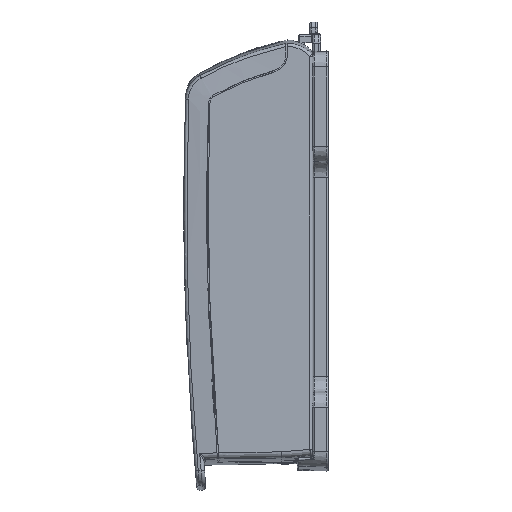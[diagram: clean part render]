
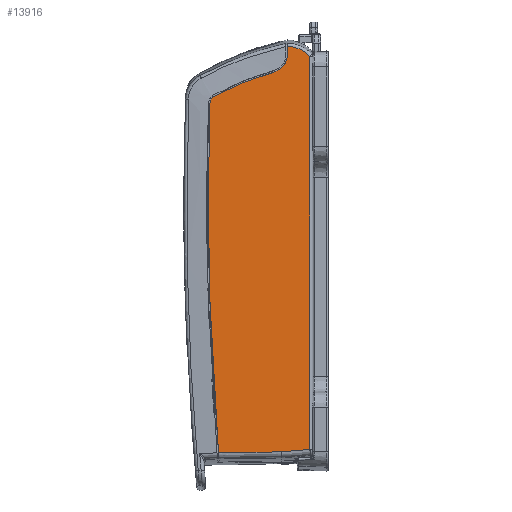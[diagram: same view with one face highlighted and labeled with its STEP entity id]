
A CAD part, left-side view. The second image highlights one B-rep face of the part: STEP entity #13916.
In plain terms, the highlighted planar face has unit normal (-1, -0.018, 0).
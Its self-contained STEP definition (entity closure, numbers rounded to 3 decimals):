
#187 = EDGE_CURVE ( 'NONE', #188, #42323, #45220, .T. ) ;
#188 = VERTEX_POINT ( 'NONE', #45219 ) ;
#189 = VERTEX_POINT ( 'NONE', #45221 ) ;
#190 = ORIENTED_EDGE ( 'NONE', *, *, #192, .T. ) ;
#191 = ORIENTED_EDGE ( 'NONE', *, *, #187, .T. ) ;
#192 = EDGE_CURVE ( 'NONE', #189, #188, #45190, .T. ) ;
#194 = VERTEX_POINT ( 'NONE', #45213 ) ;
#3108 = CARTESIAN_POINT ( 'NONE',  ( -38.08, 10.3, -64.557 ) ) ;
#3244 = CARTESIAN_POINT ( 'NONE',  ( -37.917, 0.983, -63.766 ) ) ;
#3245 = CARTESIAN_POINT ( 'NONE',  ( -37.971, 4.068, -64.246 ) ) ;
#3246 = CARTESIAN_POINT ( 'NONE',  ( -38.025, 7.174, -64.51 ) ) ;
#3247 = CARTESIAN_POINT ( 'NONE',  ( -38.08, 10.3, -64.557 ) ) ;
#3249 = B_SPLINE_CURVE_WITH_KNOTS ( 'NONE', 3,
 ( #3247, #3246, #3245, #3244 ),
 .UNSPECIFIED., .F., .F.,
 ( 4, 4 ),
 ( 0., 0.009 ),
 .UNSPECIFIED. ) ;
#3628 = CARTESIAN_POINT ( 'NONE',  ( -38.08, 10.3, -64.557 ) ) ;
#3629 = CARTESIAN_POINT ( 'NONE',  ( -38.199, 17.136, -64.661 ) ) ;
#3630 = CARTESIAN_POINT ( 'NONE',  ( -38.318, 23.973, -64.764 ) ) ;
#3631 = CARTESIAN_POINT ( 'NONE',  ( -38.438, 30.809, -64.867 ) ) ;
#3633 = B_SPLINE_CURVE_WITH_KNOTS ( 'NONE', 3,
 ( #3631, #3630, #3629, #3628 ),
 .UNSPECIFIED., .F., .F.,
 ( 4, 4 ),
 ( 0., 0.021 ),
 .UNSPECIFIED. ) ;
#12628 = EDGE_CURVE ( 'NONE', #194, #189, #46123, .T. ) ;
#12652 = ORIENTED_EDGE ( 'NONE', *, *, #12628, .T. ) ;
#12663 = EDGE_LOOP ( 'NONE', ( #12652, #190, #191, #19894, #20302, #20257, #19620, #19849, #19236, #18996 ) ) ;
#13916 = ADVANCED_FACE ( 'NONE', ( #47938 ), #47937, .T. ) ;
#18795 = VERTEX_POINT ( 'NONE', #3108 ) ;
#18934 = EDGE_CURVE ( 'NONE', #18795, #194, #3249, .T. ) ;
#18996 = ORIENTED_EDGE ( 'NONE', *, *, #18934, .T. ) ;
#19118 = EDGE_CURVE ( 'NONE', #42088, #18795, #3633, .T. ) ;
#19236 = ORIENTED_EDGE ( 'NONE', *, *, #19118, .T. ) ;
#19620 = ORIENTED_EDGE ( 'NONE', *, *, #42098, .T. ) ;
#19849 = ORIENTED_EDGE ( 'NONE', *, *, #42091, .F. ) ;
#19894 = ORIENTED_EDGE ( 'NONE', *, *, #42322, .T. ) ;
#20257 = ORIENTED_EDGE ( 'NONE', *, *, #41992, .T. ) ;
#20302 = ORIENTED_EDGE ( 'NONE', *, *, #42060, .T. ) ;
#41992 = EDGE_CURVE ( 'NONE', #42021, #42028, #64640, .T. ) ;
#42012 = VERTEX_POINT ( 'NONE', #64621 ) ;
#42021 = VERTEX_POINT ( 'NONE', #64658 ) ;
#42028 = VERTEX_POINT ( 'NONE', #64657 ) ;
#42060 = EDGE_CURVE ( 'NONE', #42062, #42021, #64680, .T. ) ;
#42062 = VERTEX_POINT ( 'NONE', #64679 ) ;
#42088 = VERTEX_POINT ( 'NONE', #64736 ) ;
#42091 = EDGE_CURVE ( 'NONE', #42088, #42012, #64734, .T. ) ;
#42098 = EDGE_CURVE ( 'NONE', #42028, #42012, #64752, .T. ) ;
#42322 = EDGE_CURVE ( 'NONE', #42323, #42062, #64937, .T. ) ;
#42323 = VERTEX_POINT ( 'NONE', #64990 ) ;
#45185 = CARTESIAN_POINT ( 'NONE',  ( -37.918, 1.037, 64.475 ) ) ;
#45186 = CARTESIAN_POINT ( 'NONE',  ( -37.917, 1.002, 64.438 ) ) ;
#45187 = CARTESIAN_POINT ( 'NONE',  ( -37.917, 0.983, 64.388 ) ) ;
#45188 = CARTESIAN_POINT ( 'NONE',  ( -37.917, 0.983, 64.337 ) ) ;
#45190 = B_SPLINE_CURVE_WITH_KNOTS ( 'NONE', 3,
 ( #45188, #45187, #45186, #45185 ),
 .UNSPECIFIED., .F., .F.,
 ( 4, 4 ),
 ( 0., 0. ),
 .UNSPECIFIED. ) ;
#45192 = CARTESIAN_POINT ( 'NONE',  ( -38.045, 8.3, 67.771 ) ) ;
#45193 = CARTESIAN_POINT ( 'NONE',  ( -38.033, 7.613, 67.747 ) ) ;
#45195 = CARTESIAN_POINT ( 'NONE',  ( -38.021, 6.928, 67.654 ) ) ;
#45197 = CARTESIAN_POINT ( 'NONE',  ( -37.998, 5.604, 67.342 ) ) ;
#45199 = CARTESIAN_POINT ( 'NONE',  ( -37.987, 4.962, 67.123 ) ) ;
#45200 = CARTESIAN_POINT ( 'NONE',  ( -37.97, 4.03, 66.699 ) ) ;
#45202 = CARTESIAN_POINT ( 'NONE',  ( -37.965, 3.723, 66.541 ) ) ;
#45204 = CARTESIAN_POINT ( 'NONE',  ( -37.955, 3.132, 66.199 ) ) ;
#45206 = CARTESIAN_POINT ( 'NONE',  ( -37.95, 2.847, 66.015 ) ) ;
#45207 = CARTESIAN_POINT ( 'NONE',  ( -37.935, 2.02, 65.423 ) ) ;
#45209 = CARTESIAN_POINT ( 'NONE',  ( -37.926, 1.508, 64.976 ) ) ;
#45211 = CARTESIAN_POINT ( 'NONE',  ( -37.918, 1.037, 64.475 ) ) ;
#45213 = CARTESIAN_POINT ( 'NONE',  ( -37.917, 0.983, -63.766 ) ) ;
#45219 = CARTESIAN_POINT ( 'NONE',  ( -37.918, 1.037, 64.475 ) ) ;
#45220 = B_SPLINE_CURVE_WITH_KNOTS ( 'NONE', 3,
 ( #45211, #45209, #45207, #45206, #45204, #45202, #45200, #45199, #45197, #45195, #45193, #45192 ),
 .UNSPECIFIED., .F., .F.,
 ( 4, 2, 2, 2, 2, 4 ),
 ( 0., 0.002, 0.003, 0.004, 0.006, 0.008 ),
 .UNSPECIFIED. ) ;
#45221 = CARTESIAN_POINT ( 'NONE',  ( -37.917, 0.983, 64.337 ) ) ;
#46120 = DIRECTION ( 'NONE',  ( 0., 0., 1. ) ) ;
#46121 = VECTOR ( 'NONE', #46120, 1000. ) ;
#46122 = CARTESIAN_POINT ( 'NONE',  ( -37.917, 0.983, 64.271 ) ) ;
#46123 = LINE ( 'NONE', #46122, #46121 ) ;
#47927 = DIRECTION ( 'NONE',  ( 0.017, -1., 0. ) ) ;
#47928 = DIRECTION ( 'NONE',  ( -1., -0.017, 0. ) ) ;
#47929 = CARTESIAN_POINT ( 'NONE',  ( -37.9, 0., 72. ) ) ;
#47931 = AXIS2_PLACEMENT_3D ( 'NONE', #47929, #47928, #47927 ) ;
#47937 = PLANE ( 'NONE',  #47931 ) ;
#47938 = FACE_OUTER_BOUND ( 'NONE', #12663, .T. ) ;
#64621 = CARTESIAN_POINT ( 'NONE',  ( -38.487, 33.612, 48.942 ) ) ;
#64636 = CARTESIAN_POINT ( 'NONE',  ( -38.459, 32.026, 51.492 ) ) ;
#64637 = CARTESIAN_POINT ( 'NONE',  ( -38.351, 25.851, 54.787 ) ) ;
#64638 = CARTESIAN_POINT ( 'NONE',  ( -38.238, 19.365, 57.417 ) ) ;
#64639 = CARTESIAN_POINT ( 'NONE',  ( -38.121, 12.639, 59.355 ) ) ;
#64640 =( BOUNDED_CURVE ( )  B_SPLINE_CURVE ( 3, ( #64639, #64638, #64637, #64636 ),
 .UNSPECIFIED., .F., .T. ) 
 B_SPLINE_CURVE_WITH_KNOTS ( ( 4, 4 ),
 ( 1.851, 2.061 ),
 .UNSPECIFIED. ) 
 CURVE ( )  GEOMETRIC_REPRESENTATION_ITEM ( )  RATIONAL_B_SPLINE_CURVE ( ( 1., 0.996, 0.996, 1. ) ) 
 REPRESENTATION_ITEM ( '' )  );
#64657 = CARTESIAN_POINT ( 'NONE',  ( -38.459, 32.026, 51.492 ) ) ;
#64658 = CARTESIAN_POINT ( 'NONE',  ( -38.121, 12.639, 59.355 ) ) ;
#64674 = CARTESIAN_POINT ( 'NONE',  ( -38.121, 12.639, 59.355 ) ) ;
#64675 = CARTESIAN_POINT ( 'NONE',  ( -38.074, 9.97, 60.124 ) ) ;
#64676 = CARTESIAN_POINT ( 'NONE',  ( -38.045, 8.3, 62.343 ) ) ;
#64677 = CARTESIAN_POINT ( 'NONE',  ( -38.045, 8.3, 65.12 ) ) ;
#64679 = CARTESIAN_POINT ( 'NONE',  ( -38.045, 8.3, 65.12 ) ) ;
#64680 =( BOUNDED_CURVE ( )  B_SPLINE_CURVE ( 3, ( #64677, #64676, #64675, #64674 ),
 .UNSPECIFIED., .F., .T. ) 
 B_SPLINE_CURVE_WITH_KNOTS ( ( 4, 4 ),
 ( 0., 1.29 ),
 .UNSPECIFIED. ) 
 CURVE ( )  GEOMETRIC_REPRESENTATION_ITEM ( )  RATIONAL_B_SPLINE_CURVE ( ( 1., 0.866, 0.866, 1. ) ) 
 REPRESENTATION_ITEM ( '' )  );
#64734 =( BOUNDED_CURVE ( )  B_SPLINE_CURVE ( 3, ( #64763, #64762, #64761, #64760 ),
 .UNSPECIFIED., .F., .T. ) 
 B_SPLINE_CURVE_WITH_KNOTS ( ( 4, 4 ),
 ( 3.06, 3.174 ),
 .UNSPECIFIED. ) 
 CURVE ( )  GEOMETRIC_REPRESENTATION_ITEM ( )  RATIONAL_B_SPLINE_CURVE ( ( 1., 0.999, 0.999, 1. ) ) 
 REPRESENTATION_ITEM ( '' )  );
#64736 = CARTESIAN_POINT ( 'NONE',  ( -38.438, 30.809, -64.867 ) ) ;
#64748 = CARTESIAN_POINT ( 'NONE',  ( -38.487, 33.612, 48.942 ) ) ;
#64749 = CARTESIAN_POINT ( 'NONE',  ( -38.486, 33.577, 50.041 ) ) ;
#64750 = CARTESIAN_POINT ( 'NONE',  ( -38.476, 32.996, 50.975 ) ) ;
#64751 = CARTESIAN_POINT ( 'NONE',  ( -38.459, 32.026, 51.492 ) ) ;
#64752 =( BOUNDED_CURVE ( )  B_SPLINE_CURVE ( 3, ( #64751, #64750, #64749, #64748 ),
 .UNSPECIFIED., .F., .T. ) 
 B_SPLINE_CURVE_WITH_KNOTS ( ( 4, 4 ),
 ( 5.202, 6.251 ),
 .UNSPECIFIED. ) 
 CURVE ( )  GEOMETRIC_REPRESENTATION_ITEM ( )  RATIONAL_B_SPLINE_CURVE ( ( 1., 0.91, 0.91, 1. ) ) 
 REPRESENTATION_ITEM ( '' )  );
#64760 = CARTESIAN_POINT ( 'NONE',  ( -38.487, 33.612, 48.942 ) ) ;
#64761 = CARTESIAN_POINT ( 'NONE',  ( -38.508, 34.84, 10.973 ) ) ;
#64762 = CARTESIAN_POINT ( 'NONE',  ( -38.492, 33.905, -27.005 ) ) ;
#64763 = CARTESIAN_POINT ( 'NONE',  ( -38.438, 30.809, -64.867 ) ) ;
#64936 = CARTESIAN_POINT ( 'NONE',  ( -38.045, 8.3, 72. ) ) ;
#64937 = LINE ( 'NONE', #64936, #64992 ) ;
#64990 = CARTESIAN_POINT ( 'NONE',  ( -38.045, 8.3, 67.771 ) ) ;
#64991 = DIRECTION ( 'NONE',  ( 0., 0., -1. ) ) ;
#64992 = VECTOR ( 'NONE', #64991, 1000. ) ;
